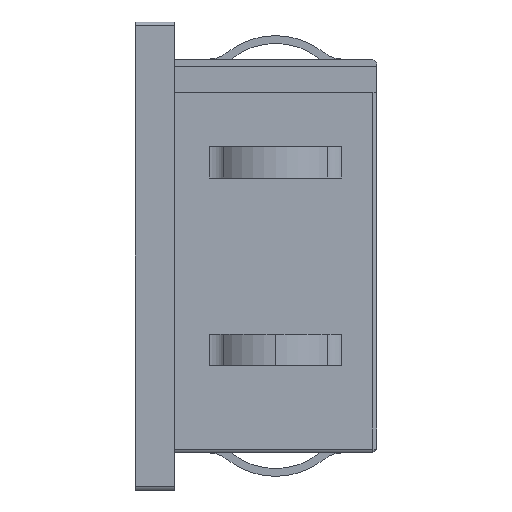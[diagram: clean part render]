
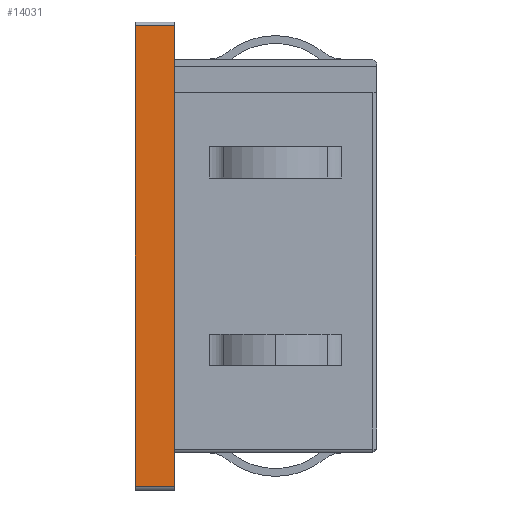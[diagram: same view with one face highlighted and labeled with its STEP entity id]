
A CAD part, left-side view. The second image highlights one B-rep face of the part: STEP entity #14031.
In plain terms, the highlighted planar face has unit normal (-1, 0, 0).
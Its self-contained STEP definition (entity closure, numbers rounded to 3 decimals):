
#499 = EDGE_LOOP ( 'NONE', ( #16874, #9631, #14879, #16946 ) ) ;
#521 = EDGE_CURVE ( 'NONE', #5322, #10394, #6829, .T. ) ;
#1345 = CARTESIAN_POINT ( 'NONE',  ( -30., 5., -30. ) ) ;
#2641 = CARTESIAN_POINT ( 'NONE',  ( -30., 5., 29.5 ) ) ;
#5306 = CARTESIAN_POINT ( 'NONE',  ( -30., 5., 29.5 ) ) ;
#5322 = VERTEX_POINT ( 'NONE', #11582 ) ;
#5463 = VECTOR ( 'NONE', #10353, 1000. ) ;
#5731 = CARTESIAN_POINT ( 'NONE',  ( -30., 0., 29.5 ) ) ;
#5906 = CARTESIAN_POINT ( 'NONE',  ( -30., 5., -29.5 ) ) ;
#6829 = LINE ( 'NONE', #13924, #11449 ) ;
#8347 = EDGE_CURVE ( 'NONE', #10394, #17843, #17977, .T. ) ;
#9631 = ORIENTED_EDGE ( 'NONE', *, *, #8347, .T. ) ;
#9709 = DIRECTION ( 'NONE',  ( 0., 0., 1. ) ) ;
#9762 = PLANE ( 'NONE',  #13345 ) ;
#10353 = DIRECTION ( 'NONE',  ( 0., 0., 1. ) ) ;
#10394 = VERTEX_POINT ( 'NONE', #5731 ) ;
#10506 = EDGE_CURVE ( 'NONE', #17333, #5322, #11733, .T. ) ;
#11006 = DIRECTION ( 'NONE',  ( 0., 1., 0. ) ) ;
#11107 = VECTOR ( 'NONE', #11006, 1000. ) ;
#11177 = DIRECTION ( 'NONE',  ( 0., 0., -1. ) ) ;
#11449 = VECTOR ( 'NONE', #9709, 1000. ) ;
#11582 = CARTESIAN_POINT ( 'NONE',  ( -30., 0., -29.5 ) ) ;
#11733 = LINE ( 'NONE', #5906, #16396 ) ;
#13345 = AXIS2_PLACEMENT_3D ( 'NONE', #1345, #16571, #11177 ) ;
#13924 = CARTESIAN_POINT ( 'NONE',  ( -30., 0., -30. ) ) ;
#14031 = ADVANCED_FACE ( 'NONE', ( #16763 ), #9762, .F. ) ;
#14649 = CARTESIAN_POINT ( 'NONE',  ( -30., 5., -29.5 ) ) ;
#14879 = ORIENTED_EDGE ( 'NONE', *, *, #15325, .F. ) ;
#15325 = EDGE_CURVE ( 'NONE', #17333, #17843, #16512, .T. ) ;
#15810 = CARTESIAN_POINT ( 'NONE',  ( -30., 5., -30. ) ) ;
#16396 = VECTOR ( 'NONE', #17332, 1000. ) ;
#16512 = LINE ( 'NONE', #15810, #5463 ) ;
#16571 = DIRECTION ( 'NONE',  ( 1., 0., 0. ) ) ;
#16763 = FACE_OUTER_BOUND ( 'NONE', #499, .T. ) ;
#16874 = ORIENTED_EDGE ( 'NONE', *, *, #521, .T. ) ;
#16946 = ORIENTED_EDGE ( 'NONE', *, *, #10506, .T. ) ;
#17332 = DIRECTION ( 'NONE',  ( 0., -1., 0. ) ) ;
#17333 = VERTEX_POINT ( 'NONE', #14649 ) ;
#17843 = VERTEX_POINT ( 'NONE', #5306 ) ;
#17977 = LINE ( 'NONE', #2641, #11107 ) ;
